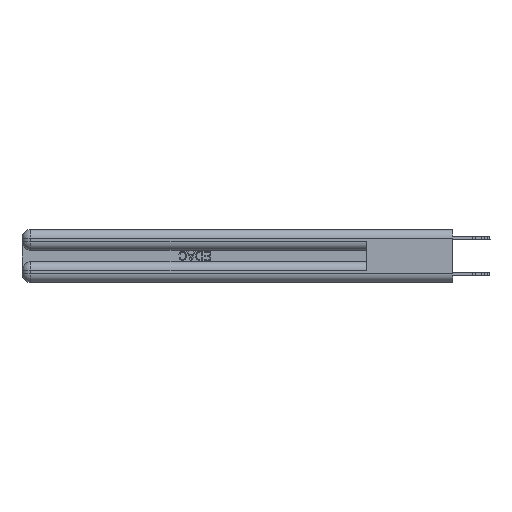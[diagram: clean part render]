
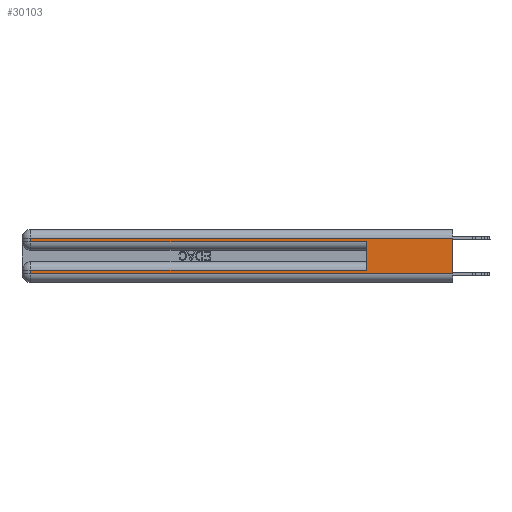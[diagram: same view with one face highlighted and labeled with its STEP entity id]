
A CAD part, left-side view. The second image highlights one B-rep face of the part: STEP entity #30103.
In plain terms, the highlighted planar face has unit normal (-1, 0, 0).
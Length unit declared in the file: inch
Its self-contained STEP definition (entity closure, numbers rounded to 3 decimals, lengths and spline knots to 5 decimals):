
#533 = LINE ( 'NONE', #31232, #3664 ) ;
#1187 = CARTESIAN_POINT ( 'NONE',  ( 0., 0., 0.31 ) ) ;
#1485 = LINE ( 'NONE', #14243, #13565 ) ;
#1502 = EDGE_CURVE ( 'NONE', #20808, #30767, #533, .T. ) ;
#2457 = DIRECTION ( 'NONE',  ( 0., 0., 1. ) ) ;
#2464 = CARTESIAN_POINT ( 'NONE',  ( 0., 0.6, 0.085 ) ) ;
#3340 = EDGE_CURVE ( 'NONE', #12967, #4421, #1485, .T. ) ;
#3664 = VECTOR ( 'NONE', #15635, 39.37008 ) ;
#3851 = VERTEX_POINT ( 'NONE', #2464 ) ;
#4405 = VECTOR ( 'NONE', #13600, 39.37008 ) ;
#4421 = VERTEX_POINT ( 'NONE', #5849 ) ;
#5662 = EDGE_LOOP ( 'NONE', ( #17209, #12018, #26030, #9134, #28016, #33244, #22763, #26230 ) ) ;
#5838 = CARTESIAN_POINT ( 'NONE',  ( 0., 2.94, 0.31 ) ) ;
#5849 = CARTESIAN_POINT ( 'NONE',  ( 0., 2.94, 0.285 ) ) ;
#6175 = LINE ( 'NONE', #20939, #27535 ) ;
#6219 = LINE ( 'NONE', #25949, #4405 ) ;
#6494 = VECTOR ( 'NONE', #31645, 39.37008 ) ;
#7255 = DIRECTION ( 'NONE',  ( 0., 0., -1. ) ) ;
#8084 = LINE ( 'NONE', #13360, #6494 ) ;
#8417 = DIRECTION ( 'NONE',  ( 0., 1., 0. ) ) ;
#9134 = ORIENTED_EDGE ( 'NONE', *, *, #26898, .T. ) ;
#12011 = DIRECTION ( 'NONE',  ( 0., 0., -1. ) ) ;
#12018 = ORIENTED_EDGE ( 'NONE', *, *, #12082, .T. ) ;
#12082 = EDGE_CURVE ( 'NONE', #20808, #12967, #23837, .T. ) ;
#12128 = EDGE_CURVE ( 'NONE', #3851, #33230, #6219, .T. ) ;
#12180 = DIRECTION ( 'NONE',  ( 1., 0., 0. ) ) ;
#12967 = VERTEX_POINT ( 'NONE', #5838 ) ;
#13360 = CARTESIAN_POINT ( 'NONE',  ( 0., 0., 0.06 ) ) ;
#13411 = CARTESIAN_POINT ( 'NONE',  ( 0., 0., 0.285 ) ) ;
#13565 = VECTOR ( 'NONE', #22194, 39.37008 ) ;
#13600 = DIRECTION ( 'NONE',  ( 0., 1., 0. ) ) ;
#14243 = CARTESIAN_POINT ( 'NONE',  ( 0., 2.94, 0.37 ) ) ;
#14786 = CARTESIAN_POINT ( 'NONE',  ( 0., 0.6, 0.285 ) ) ;
#15434 = EDGE_CURVE ( 'NONE', #30600, #30767, #8084, .T. ) ;
#15635 = DIRECTION ( 'NONE',  ( 0., 0., -1. ) ) ;
#15755 = VECTOR ( 'NONE', #8417, 39.37008 ) ;
#15931 = LINE ( 'NONE', #13411, #18440 ) ;
#15978 = VERTEX_POINT ( 'NONE', #14786 ) ;
#17209 = ORIENTED_EDGE ( 'NONE', *, *, #1502, .F. ) ;
#17229 = CARTESIAN_POINT ( 'NONE',  ( 0., 0., 0.37 ) ) ;
#17648 = CARTESIAN_POINT ( 'NONE',  ( 0., 2.94, 0.06 ) ) ;
#17715 = LINE ( 'NONE', #25181, #30822 ) ;
#18440 = VECTOR ( 'NONE', #33379, 39.37008 ) ;
#19672 = AXIS2_PLACEMENT_3D ( 'NONE', #17229, #12180, #7255 ) ;
#19778 = PLANE ( 'NONE',  #19672 ) ;
#20808 = VERTEX_POINT ( 'NONE', #1187 ) ;
#20939 = CARTESIAN_POINT ( 'NONE',  ( 0., 0.6, 0.145 ) ) ;
#22194 = DIRECTION ( 'NONE',  ( 0., 0., -1. ) ) ;
#22763 = ORIENTED_EDGE ( 'NONE', *, *, #23010, .T. ) ;
#23010 = EDGE_CURVE ( 'NONE', #33230, #30600, #17715, .T. ) ;
#23188 = EDGE_CURVE ( 'NONE', #3851, #15978, #6175, .T. ) ;
#23663 = CARTESIAN_POINT ( 'NONE',  ( 0., 0., 0.31 ) ) ;
#23837 = LINE ( 'NONE', #23663, #15755 ) ;
#23870 = CARTESIAN_POINT ( 'NONE',  ( 0., 2.94, 0.085 ) ) ;
#25181 = CARTESIAN_POINT ( 'NONE',  ( 0., 2.94, 0.37 ) ) ;
#25949 = CARTESIAN_POINT ( 'NONE',  ( 0., 0., 0.085 ) ) ;
#25966 = CARTESIAN_POINT ( 'NONE',  ( 0., 0., 0.06 ) ) ;
#26030 = ORIENTED_EDGE ( 'NONE', *, *, #3340, .T. ) ;
#26230 = ORIENTED_EDGE ( 'NONE', *, *, #15434, .T. ) ;
#26898 = EDGE_CURVE ( 'NONE', #4421, #15978, #15931, .T. ) ;
#27535 = VECTOR ( 'NONE', #2457, 39.37008 ) ;
#28016 = ORIENTED_EDGE ( 'NONE', *, *, #23188, .F. ) ;
#30103 = ADVANCED_FACE ( 'NONE', ( #32499 ), #19778, .F. ) ;
#30600 = VERTEX_POINT ( 'NONE', #17648 ) ;
#30767 = VERTEX_POINT ( 'NONE', #25966 ) ;
#30822 = VECTOR ( 'NONE', #12011, 39.37008 ) ;
#31232 = CARTESIAN_POINT ( 'NONE',  ( 0., 0., 0.37 ) ) ;
#31645 = DIRECTION ( 'NONE',  ( 0., -1., 0. ) ) ;
#32499 = FACE_OUTER_BOUND ( 'NONE', #5662, .T. ) ;
#33230 = VERTEX_POINT ( 'NONE', #23870 ) ;
#33244 = ORIENTED_EDGE ( 'NONE', *, *, #12128, .T. ) ;
#33379 = DIRECTION ( 'NONE',  ( 0., -1., 0. ) ) ;
